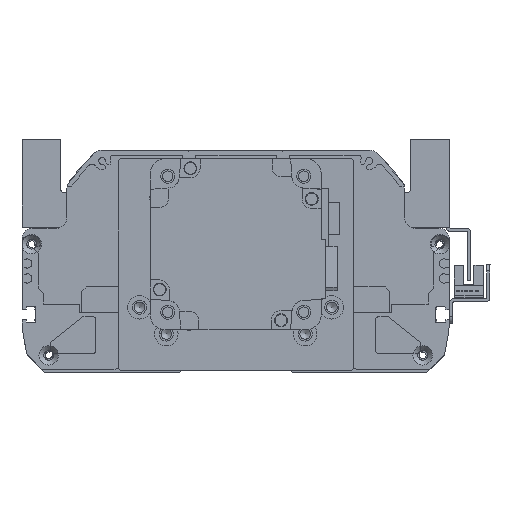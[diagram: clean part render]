
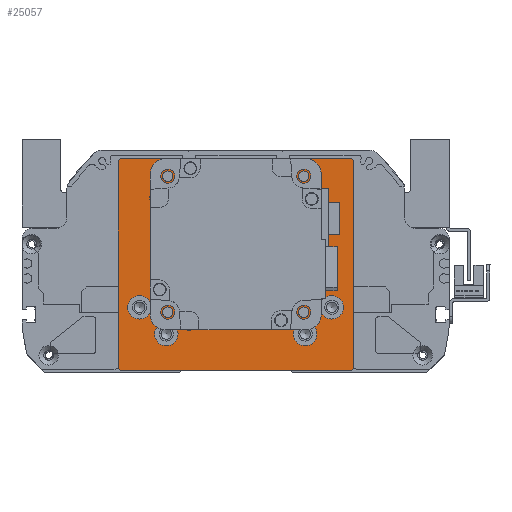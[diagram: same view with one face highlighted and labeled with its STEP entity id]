
A CAD part, front view. The second image highlights one B-rep face of the part: STEP entity #25057.
In plain terms, the highlighted face is planar.
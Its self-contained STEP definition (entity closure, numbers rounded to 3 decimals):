
#1954=FACE_BOUND('',#5917,.T.);
#1955=FACE_BOUND('',#5918,.T.);
#1956=FACE_BOUND('',#5919,.T.);
#1957=FACE_BOUND('',#5920,.T.);
#1958=FACE_BOUND('',#5921,.T.);
#1959=FACE_BOUND('',#5922,.T.);
#1960=FACE_BOUND('',#5923,.T.);
#1961=FACE_BOUND('',#5924,.T.);
#1962=FACE_BOUND('',#5925,.T.);
#3094=CIRCLE('',#27814,2.459);
#3095=CIRCLE('',#27817,2.459);
#3096=CIRCLE('',#27825,2.459);
#3097=CIRCLE('',#27827,2.459);
#3100=CIRCLE('',#27832,5.5);
#3103=CIRCLE('',#27838,5.5);
#3106=CIRCLE('',#27844,5.5);
#3109=CIRCLE('',#27850,5.5);
#3111=CIRCLE('',#27855,35.);
#4358=FACE_OUTER_BOUND('',#5916,.T.);
#5916=EDGE_LOOP('',(#22661,#22662,#22663,#22664,#22665,#22666,#22667,#22668));
#5917=EDGE_LOOP('',(#22669));
#5918=EDGE_LOOP('',(#22670));
#5919=EDGE_LOOP('',(#22671));
#5920=EDGE_LOOP('',(#22672));
#5921=EDGE_LOOP('',(#22673));
#5922=EDGE_LOOP('',(#22674));
#5923=EDGE_LOOP('',(#22675));
#5924=EDGE_LOOP('',(#22676));
#5925=EDGE_LOOP('',(#22677));
#7992=LINE('',#43592,#10119);
#7995=LINE('',#43601,#10122);
#7998=LINE('',#43606,#10125);
#8000=LINE('',#43609,#10127);
#8001=LINE('',#43612,#10128);
#8003=LINE('',#43616,#10130);
#8005=LINE('',#43620,#10132);
#8018=LINE('',#43682,#10145);
#10119=VECTOR('',#34512,10.);
#10122=VECTOR('',#34521,10.);
#10125=VECTOR('',#34526,10.);
#10127=VECTOR('',#34530,10.);
#10128=VECTOR('',#34533,10.);
#10130=VECTOR('',#34537,10.);
#10132=VECTOR('',#34541,10.);
#10145=VECTOR('',#34620,10.);
#12497=VERTEX_POINT('',#43585);
#12498=VERTEX_POINT('',#43589);
#12499=VERTEX_POINT('',#43591);
#12500=VERTEX_POINT('',#43595);
#12501=VERTEX_POINT('',#43599);
#12502=VERTEX_POINT('',#43600);
#12503=VERTEX_POINT('',#43605);
#12504=VERTEX_POINT('',#43611);
#12505=VERTEX_POINT('',#43615);
#12506=VERTEX_POINT('',#43619);
#12507=VERTEX_POINT('',#43623);
#12508=VERTEX_POINT('',#43627);
#12511=VERTEX_POINT('',#43636);
#12514=VERTEX_POINT('',#43647);
#12517=VERTEX_POINT('',#43658);
#12520=VERTEX_POINT('',#43669);
#12522=VERTEX_POINT('',#43678);
#15899=EDGE_CURVE('',#12497,#12497,#3094,.T.);
#15902=EDGE_CURVE('',#12499,#12498,#7992,.T.);
#15904=EDGE_CURVE('',#12500,#12500,#3095,.T.);
#15906=EDGE_CURVE('',#12501,#12502,#7995,.T.);
#15909=EDGE_CURVE('',#12503,#12502,#7998,.T.);
#15911=EDGE_CURVE('',#12503,#12498,#8000,.T.);
#15912=EDGE_CURVE('',#12499,#12504,#8001,.T.);
#15914=EDGE_CURVE('',#12505,#12504,#8003,.T.);
#15916=EDGE_CURVE('',#12505,#12506,#8005,.T.);
#15918=EDGE_CURVE('',#12507,#12507,#3096,.T.);
#15920=EDGE_CURVE('',#12508,#12508,#3097,.T.);
#15924=EDGE_CURVE('',#12511,#12511,#3100,.T.);
#15929=EDGE_CURVE('',#12514,#12514,#3103,.T.);
#15934=EDGE_CURVE('',#12517,#12517,#3106,.T.);
#15939=EDGE_CURVE('',#12520,#12520,#3109,.T.);
#15943=EDGE_CURVE('',#12522,#12522,#3111,.T.);
#15945=EDGE_CURVE('',#12501,#12506,#8018,.T.);
#22661=ORIENTED_EDGE('',*,*,#15906,.F.);
#22662=ORIENTED_EDGE('',*,*,#15945,.T.);
#22663=ORIENTED_EDGE('',*,*,#15916,.F.);
#22664=ORIENTED_EDGE('',*,*,#15914,.T.);
#22665=ORIENTED_EDGE('',*,*,#15912,.F.);
#22666=ORIENTED_EDGE('',*,*,#15902,.T.);
#22667=ORIENTED_EDGE('',*,*,#15911,.F.);
#22668=ORIENTED_EDGE('',*,*,#15909,.T.);
#22669=ORIENTED_EDGE('',*,*,#15918,.T.);
#22670=ORIENTED_EDGE('',*,*,#15904,.T.);
#22671=ORIENTED_EDGE('',*,*,#15920,.T.);
#22672=ORIENTED_EDGE('',*,*,#15899,.T.);
#22673=ORIENTED_EDGE('',*,*,#15924,.T.);
#22674=ORIENTED_EDGE('',*,*,#15929,.T.);
#22675=ORIENTED_EDGE('',*,*,#15934,.T.);
#22676=ORIENTED_EDGE('',*,*,#15939,.T.);
#22677=ORIENTED_EDGE('',*,*,#15943,.T.);
#23826=PLANE('',#27857);
#25057=ADVANCED_FACE('',(#4358,#1954,#1955,#1956,#1957,#1958,#1959,#1960,
#1961,#1962),#23826,.T.);
#27814=AXIS2_PLACEMENT_3D('',#43586,#34506,#34507);
#27817=AXIS2_PLACEMENT_3D('',#43596,#34516,#34517);
#27825=AXIS2_PLACEMENT_3D('',#43624,#34545,#34546);
#27827=AXIS2_PLACEMENT_3D('',#43628,#34550,#34551);
#27832=AXIS2_PLACEMENT_3D('',#43637,#34561,#34562);
#27838=AXIS2_PLACEMENT_3D('',#43648,#34575,#34576);
#27844=AXIS2_PLACEMENT_3D('',#43659,#34589,#34590);
#27850=AXIS2_PLACEMENT_3D('',#43670,#34603,#34604);
#27855=AXIS2_PLACEMENT_3D('',#43679,#34615,#34616);
#27857=AXIS2_PLACEMENT_3D('',#43683,#34621,#34622);
#34506=DIRECTION('center_axis',(0.,0.,-1.));
#34507=DIRECTION('ref_axis',(1.,0.,0.));
#34512=DIRECTION('',(-1.,0.,0.));
#34516=DIRECTION('center_axis',(0.,0.,-1.));
#34517=DIRECTION('ref_axis',(1.,0.,0.));
#34521=DIRECTION('',(-0.707,0.707,0.));
#34526=DIRECTION('',(0.,-1.,0.));
#34530=DIRECTION('',(0.707,0.707,0.));
#34533=DIRECTION('',(0.707,-0.707,0.));
#34537=DIRECTION('',(0.,1.,0.));
#34541=DIRECTION('',(-0.707,-0.707,0.));
#34545=DIRECTION('center_axis',(0.,0.,-1.));
#34546=DIRECTION('ref_axis',(1.,0.,0.));
#34550=DIRECTION('center_axis',(0.,0.,-1.));
#34551=DIRECTION('ref_axis',(1.,0.,0.));
#34561=DIRECTION('center_axis',(0.,0.,-1.));
#34562=DIRECTION('ref_axis',(1.,0.,0.));
#34575=DIRECTION('center_axis',(0.,0.,-1.));
#34576=DIRECTION('ref_axis',(1.,0.,0.));
#34589=DIRECTION('center_axis',(0.,0.,-1.));
#34590=DIRECTION('ref_axis',(1.,0.,0.));
#34603=DIRECTION('center_axis',(0.,0.,-1.));
#34604=DIRECTION('ref_axis',(1.,0.,0.));
#34615=DIRECTION('center_axis',(0.,0.,-1.));
#34616=DIRECTION('ref_axis',(1.,0.,0.));
#34620=DIRECTION('',(1.,0.,0.));
#34621=DIRECTION('center_axis',(0.,0.,1.));
#34622=DIRECTION('ref_axis',(1.,0.,0.));
#43585=CARTESIAN_POINT('',(29.361,41.32,89.));
#43586=CARTESIAN_POINT('Origin',(31.82,41.32,89.));
#43589=CARTESIAN_POINT('',(-54.,49.5,89.));
#43591=CARTESIAN_POINT('',(54.,49.5,89.));
#43592=CARTESIAN_POINT('',(55.,49.5,89.));
#43595=CARTESIAN_POINT('',(-34.278,41.32,89.));
#43596=CARTESIAN_POINT('Origin',(-31.82,41.32,89.));
#43599=CARTESIAN_POINT('',(-54.,-49.5,89.));
#43600=CARTESIAN_POINT('',(-55.,-48.5,89.));
#43601=CARTESIAN_POINT('',(-53.125,-50.375,89.));
#43605=CARTESIAN_POINT('',(-55.,48.5,89.));
#43606=CARTESIAN_POINT('',(-55.,49.5,89.));
#43609=CARTESIAN_POINT('',(-53.125,50.375,89.));
#43611=CARTESIAN_POINT('',(55.,48.5,89.));
#43612=CARTESIAN_POINT('',(53.125,50.375,89.));
#43615=CARTESIAN_POINT('',(55.,-48.5,89.));
#43616=CARTESIAN_POINT('',(55.,-49.5,89.));
#43619=CARTESIAN_POINT('',(54.,-49.5,89.));
#43620=CARTESIAN_POINT('',(53.125,-50.375,89.));
#43623=CARTESIAN_POINT('',(29.361,-22.32,89.));
#43624=CARTESIAN_POINT('Origin',(31.82,-22.32,89.));
#43627=CARTESIAN_POINT('',(-34.278,-22.32,89.));
#43628=CARTESIAN_POINT('Origin',(-31.82,-22.32,89.));
#43636=CARTESIAN_POINT('',(27.,-32.5,89.));
#43637=CARTESIAN_POINT('Origin',(32.5,-32.5,89.));
#43647=CARTESIAN_POINT('',(-50.5,-20.,89.));
#43648=CARTESIAN_POINT('Origin',(-45.,-20.,89.));
#43658=CARTESIAN_POINT('',(-38.,-32.5,89.));
#43659=CARTESIAN_POINT('Origin',(-32.5,-32.5,89.));
#43669=CARTESIAN_POINT('',(39.5,-20.,89.));
#43670=CARTESIAN_POINT('Origin',(45.,-20.,89.));
#43678=CARTESIAN_POINT('',(-35.,9.5,89.));
#43679=CARTESIAN_POINT('Origin',(0.,9.5,89.));
#43682=CARTESIAN_POINT('',(-55.,-49.5,89.));
#43683=CARTESIAN_POINT('Origin',(0.,0.,
89.));
